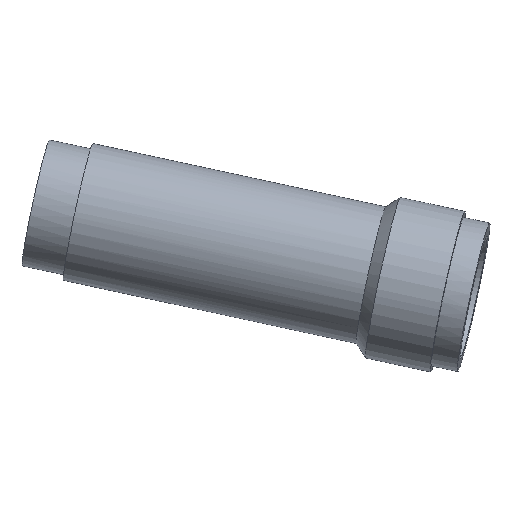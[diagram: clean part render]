
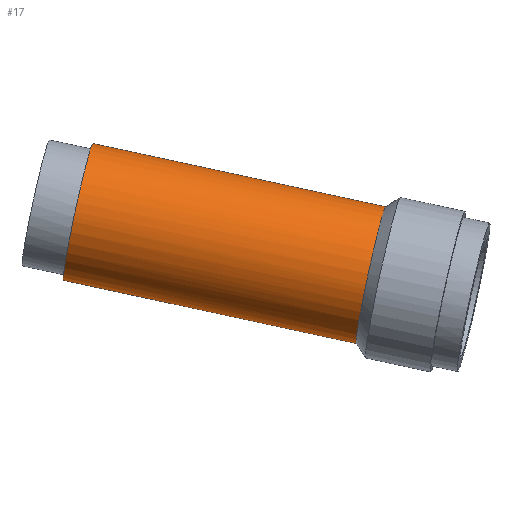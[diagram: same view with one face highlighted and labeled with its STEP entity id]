
A CAD part, front view. The second image highlights one B-rep face of the part: STEP entity #17.
In plain terms, the highlighted free-form (B-spline) face has degree [2, 1] with [9, 2] control points.
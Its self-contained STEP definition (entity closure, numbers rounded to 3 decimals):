
#17 = ADVANCED_FACE('',(#18),#50,.T.);
#18 = FACE_BOUND('',#19,.T.);
#19 = EDGE_LOOP('',(#20,#32,#39,#49));
#20 = ORIENTED_EDGE('',*,*,#21,.T.);
#21 = EDGE_CURVE('',#22,#22,#24,.T.);
#22 = VERTEX_POINT('',#23);
#23 = CARTESIAN_POINT('',(-382.757,-280.57,
    -420.931));
#24 = ( BOUNDED_CURVE() B_SPLINE_CURVE(2,(#25,#26,#27,#28,#29,#30,#31),
.UNSPECIFIED.,.T.,.F.) B_SPLINE_CURVE_WITH_KNOTS((3,2,2,3),(
    4.712,6.807,8.901,10.996),
.PIECEWISE_BEZIER_KNOTS.) CURVE() GEOMETRIC_REPRESENTATION_ITEM() 
RATIONAL_B_SPLINE_CURVE((1.,0.5,1.,0.5,1.,0.5,1.)) REPRESENTATION_ITEM(
  '') );
#25 = CARTESIAN_POINT('',(-382.757,-280.57,
    -420.931));
#26 = CARTESIAN_POINT('',(-380.643,-282.136,
    -410.786));
#27 = CARTESIAN_POINT('',(-381.008,-272.388,
    -414.619));
#28 = CARTESIAN_POINT('',(-381.373,-262.64,-418.452
    ));
#29 = CARTESIAN_POINT('',(-383.122,-270.822,
    -424.764));
#30 = CARTESIAN_POINT('',(-384.871,-279.003,
    -431.076));
#31 = CARTESIAN_POINT('',(-382.757,-280.57,
    -420.931));
#32 = ORIENTED_EDGE('',*,*,#33,.T.);
#33 = EDGE_CURVE('',#22,#34,#36,.T.);
#34 = VERTEX_POINT('',#35);
#35 = CARTESIAN_POINT('',(-408.1,-279.369,
    -415.465));
#36 = B_SPLINE_CURVE_WITH_KNOTS('',1,(#37,#38),.UNSPECIFIED.,.F.,.F.,(2,
    2),(7.048,27.203),.PIECEWISE_BEZIER_KNOTS.);
#37 = CARTESIAN_POINT('',(-382.757,-280.57,
    -420.931));
#38 = CARTESIAN_POINT('',(-408.1,-279.369,
    -415.465));
#39 = ORIENTED_EDGE('',*,*,#40,.T.);
#40 = EDGE_CURVE('',#34,#34,#41,.T.);
#41 = ( BOUNDED_CURVE() B_SPLINE_CURVE(2,(#42,#43,#44,#45,#46,#47,#48),
.UNSPECIFIED.,.T.,.F.) B_SPLINE_CURVE_WITH_KNOTS((3,2,2,3),(
    1.571,3.665,5.76,7.854),
.PIECEWISE_BEZIER_KNOTS.) CURVE() GEOMETRIC_REPRESENTATION_ITEM() 
RATIONAL_B_SPLINE_CURVE((1.,0.5,1.,0.5,1.,0.5,1.)) REPRESENTATION_ITEM(
  '') );
#42 = CARTESIAN_POINT('',(-408.1,-279.369,
    -415.465));
#43 = CARTESIAN_POINT('',(-410.214,-277.803,
    -425.61));
#44 = CARTESIAN_POINT('',(-408.465,-269.621,-419.297
    ));
#45 = CARTESIAN_POINT('',(-406.716,-261.44,
    -412.985));
#46 = CARTESIAN_POINT('',(-406.351,-271.188,-409.152)
  );
#47 = CARTESIAN_POINT('',(-405.986,-280.935,
    -405.32));
#48 = CARTESIAN_POINT('',(-408.1,-279.369,
    -415.465));
#49 = ORIENTED_EDGE('',*,*,#33,.F.);
#50 = ( BOUNDED_SURFACE() B_SPLINE_SURFACE(2,1,(
    (#51,#52)
    ,(#53,#54)
    ,(#55,#56)
    ,(#57,#58)
    ,(#59,#60)
    ,(#61,#62)
    ,(#63,#64)
    ,(#65,#66)
,(#67,#68
    )),.UNSPECIFIED.,.T.,.F.,.F.) B_SPLINE_SURFACE_WITH_KNOTS((3,2,2,2,3
    ),(2,2),(3.142,4.189,6.283,8.378,
    9.425),(-27.203,-7.048),.UNSPECIFIED.) 
GEOMETRIC_REPRESENTATION_ITEM() RATIONAL_B_SPLINE_SURFACE((
    (0.75,0.75)
    ,(0.75,0.75)
    ,(1.,1.)
    ,(0.5,0.5)
    ,(1.,1.)
    ,(0.5,0.5)
    ,(1.,1.)
    ,(0.75,0.75)
,(0.75,0.75))) REPRESENTATION_ITEM('') SURFACE() );
#51 = CARTESIAN_POINT('',(-408.1,-279.369,
    -415.465));
#52 = CARTESIAN_POINT('',(-382.757,-280.57,
    -420.931));
#53 = CARTESIAN_POINT('',(-408.804,-278.847,
    -418.846));
#54 = CARTESIAN_POINT('',(-383.461,-280.047,
    -424.313));
#55 = CARTESIAN_POINT('',(-408.926,-275.598,
    -420.124));
#56 = CARTESIAN_POINT('',(-383.583,-276.798,-425.59)
  );
#57 = CARTESIAN_POINT('',(-409.291,-265.85,
    -423.957));
#58 = CARTESIAN_POINT('',(-383.948,-267.05,
    -429.423));
#59 = CARTESIAN_POINT('',(-407.177,-267.416,
    -413.812));
#60 = CARTESIAN_POINT('',(-381.834,-268.617,
    -419.278));
#61 = CARTESIAN_POINT('',(-405.063,-268.982,
    -403.667));
#62 = CARTESIAN_POINT('',(-379.72,-270.183,
    -409.133));
#63 = CARTESIAN_POINT('',(-406.812,-277.164,
    -409.979));
#64 = CARTESIAN_POINT('',(-381.469,-278.364,
    -415.445));
#65 = CARTESIAN_POINT('',(-407.395,-279.891,
    -412.083));
#66 = CARTESIAN_POINT('',(-382.052,-281.092,
    -417.549));
#67 = CARTESIAN_POINT('',(-408.1,-279.369,
    -415.465));
#68 = CARTESIAN_POINT('',(-382.757,-280.57,
    -420.931));
